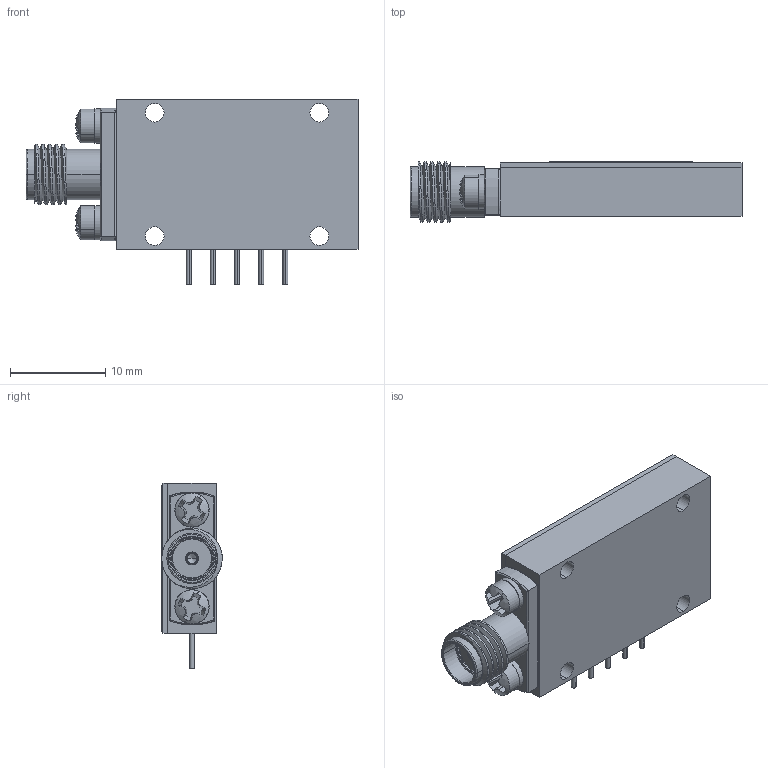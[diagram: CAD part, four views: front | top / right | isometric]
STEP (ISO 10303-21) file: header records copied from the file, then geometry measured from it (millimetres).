
FILE_DESCRIPTION (( 'STEP AP214' ), '1' );
FILE_NAME ('26949680 - Website.STEP', '2026-01-27T16:38:06', ( '' ), ( '' ), 'SwSTEP 2.0', 'SolidWorks 2025', '' );
FILE_SCHEMA (( 'AUTOMOTIVE_DESIGN' ));
Length unit declared in the file: millimetre
Products named in the file (1): 26949680 - Website
Bounding box: 34.85 x 6.35 x 19.43 mm (x, y, z)
Volume: 2455.1 mm3; surface area: 3745 mm2
Topology: 22 solids, 23 shells, 767 faces, 2697 edges, 2134 vertices
Faces by surface type: plane 390, cylinder 221, cone 108, torus 42, sphere 4, bspline 2
Entity records: 40400 total; most frequent: CARTESIAN_POINT 11432, ORIENTED_EDGE 5318, DIRECTION 4281, EDGE_CURVE 2659, VERTEX_POINT 2134, AXIS2_PLACEMENT_3D 1450, LINE 1381, VECTOR 1381
